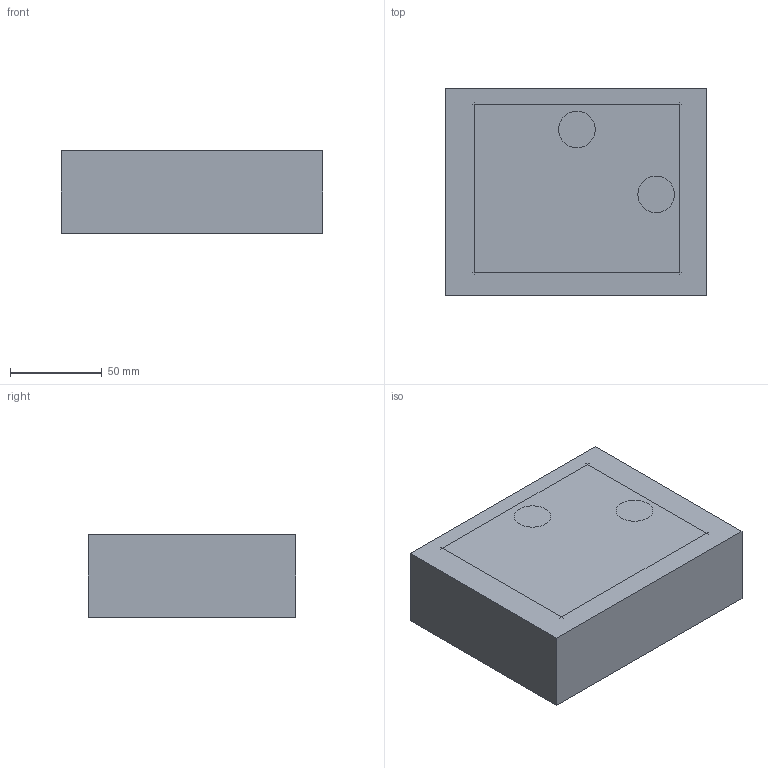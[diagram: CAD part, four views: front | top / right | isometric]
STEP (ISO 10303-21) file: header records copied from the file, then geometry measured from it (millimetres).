
FILE_DESCRIPTION(/* description */ (''),/* implementation_level */ '2;1');
FILE_NAME(/* name */ 'kub.stp',/* time_stamp */ '2025-03-14T09:15:13+03:00',/* author */ (''),/* organization */ (''),/* preprocessor_version */ 'ST-DEVELOPER v20',/* originating_system */ 'SIEMENS PLM Software NX2312.8701',/* authorisation */ '');
FILE_SCHEMA (('AUTOMOTIVE_DESIGN { 1 0 10303 214 3 1 1 1 }'));
Length unit declared in the file: millimetre
Products named in the file (1): kub
Bounding box: 143 x 113.5 x 45 mm (x, y, z)
Surface area: 102654.8 mm2
Topology: 2 solids, 2 shells, 34 faces, 74 edges, 36 vertices
Faces by surface type: cylinder 14, plane 12, sphere 8
Full cylindrical faces by diameter (mm): 20 x2
Entity records: 874 total; most frequent: DIRECTION 162, CARTESIAN_POINT 135, ORIENTED_EDGE 128, EDGE_CURVE 64, AXIS2_PLACEMENT_3D 63, EDGE_LOOP 40, VERTEX_POINT 36, LINE 36
